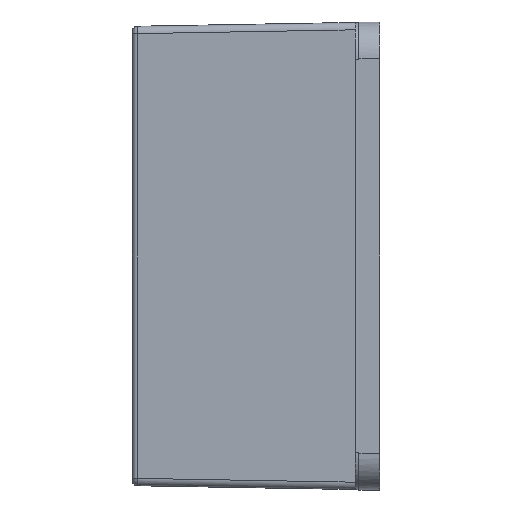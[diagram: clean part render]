
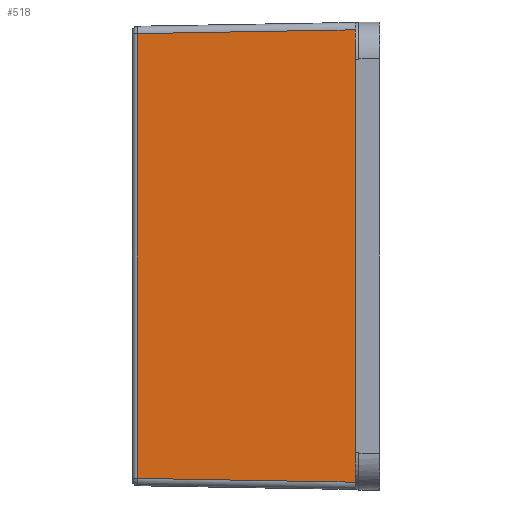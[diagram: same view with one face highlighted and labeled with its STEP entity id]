
A CAD part, left-side view. The second image highlights one B-rep face of the part: STEP entity #518.
In plain terms, the highlighted planar face has unit normal (-1, 0.018, 0).
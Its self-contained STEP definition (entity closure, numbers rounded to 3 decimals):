
#49 = PLANE ( 'NONE',  #1861 ) ;
#150 = EDGE_CURVE ( 'NONE', #664, #702, #2028, .T. ) ;
#159 = CARTESIAN_POINT ( 'NONE',  ( -32.122, 68.395, -19.91 ) ) ;
#179 = VECTOR ( 'NONE', #2161, 1000. ) ;
#230 = EDGE_CURVE ( 'NONE', #668, #664, #1658, .T. ) ;
#296 = ORIENTED_EDGE ( 'NONE', *, *, #1297, .F. ) ;
#383 = CARTESIAN_POINT ( 'NONE',  ( -32.277, 59.547, -1.7 ) ) ;
#494 = VECTOR ( 'NONE', #982, 1000. ) ;
#510 = CARTESIAN_POINT ( 'NONE',  ( -32.277, 59.547, -1.7 ) ) ;
#517 = ORIENTED_EDGE ( 'NONE', *, *, #230, .T. ) ;
#518 = ADVANCED_FACE ( 'NONE', ( #1887 ), #49, .T. ) ;
#629 = ORIENTED_EDGE ( 'NONE', *, *, #1732, .T. ) ;
#642 = CARTESIAN_POINT ( 'NONE',  ( -32.277, 59.547, -20.065 ) ) ;
#664 = VERTEX_POINT ( 'NONE', #510 ) ;
#668 = VERTEX_POINT ( 'NONE', #1320 ) ;
#689 = ORIENTED_EDGE ( 'NONE', *, *, #150, .T. ) ;
#691 = DIRECTION ( 'NONE',  ( -0.017, -1., -0.017 ) ) ;
#702 = VERTEX_POINT ( 'NONE', #1873 ) ;
#982 = DIRECTION ( 'NONE',  ( 0.017, 1., -0.017 ) ) ;
#1146 = EDGE_LOOP ( 'NONE', ( #629, #517, #689, #296 ) ) ;
#1201 = VECTOR ( 'NONE', #691, 1000. ) ;
#1228 = VERTEX_POINT ( 'NONE', #2490 ) ;
#1297 = EDGE_CURVE ( 'NONE', #1228, #702, #1352, .T. ) ;
#1302 = CARTESIAN_POINT ( 'NONE',  ( -32.122, 68.395, -19.91 ) ) ;
#1320 = CARTESIAN_POINT ( 'NONE',  ( -32.277, 59.547, -20.065 ) ) ;
#1352 = LINE ( 'NONE', #159, #179 ) ;
#1500 = CARTESIAN_POINT ( 'NONE',  ( -32.277, 59.547, -21.754 ) ) ;
#1658 = LINE ( 'NONE', #642, #1979 ) ;
#1725 = LINE ( 'NONE', #1302, #1201 ) ;
#1732 = EDGE_CURVE ( 'NONE', #1228, #668, #1725, .T. ) ;
#1861 = AXIS2_PLACEMENT_3D ( 'NONE', #1500, #2286, #2485 ) ;
#1873 = CARTESIAN_POINT ( 'NONE',  ( -32.122, 68.395, -1.854 ) ) ;
#1883 = DIRECTION ( 'NONE',  ( 0., 0., 1. ) ) ;
#1887 = FACE_OUTER_BOUND ( 'NONE', #1146, .T. ) ;
#1979 = VECTOR ( 'NONE', #1883, 1000. ) ;
#2028 = LINE ( 'NONE', #383, #494 ) ;
#2161 = DIRECTION ( 'NONE',  ( 0., 0., 1. ) ) ;
#2286 = DIRECTION ( 'NONE',  ( -1., 0.017, 0. ) ) ;
#2485 = DIRECTION ( 'NONE',  ( 0., 0., 1. ) ) ;
#2490 = CARTESIAN_POINT ( 'NONE',  ( -32.122, 68.395, -19.91 ) ) ;
